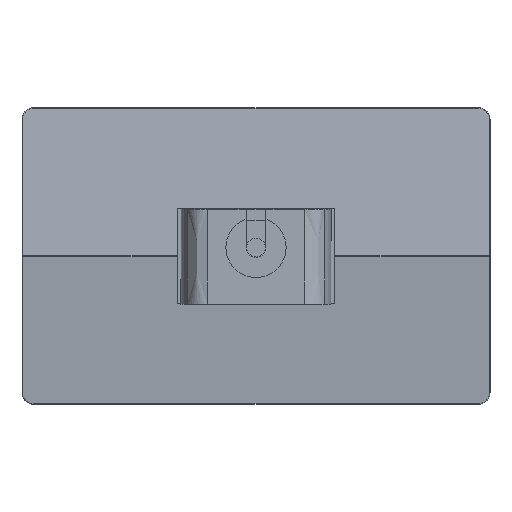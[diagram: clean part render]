
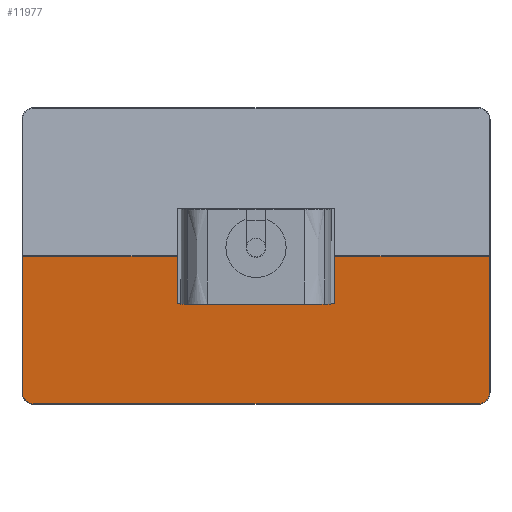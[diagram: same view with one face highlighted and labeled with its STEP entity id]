
A CAD part, top view. The second image highlights one B-rep face of the part: STEP entity #11977.
In plain terms, the highlighted face is planar.
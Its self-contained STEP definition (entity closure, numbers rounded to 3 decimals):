
#462=PLANE('',#13013);
#1234=FACE_OUTER_BOUND('',#1950,.T.);
#1950=EDGE_LOOP('',(#9995,#9996,#9997,#9998,#9999,#10000,#10001,#10002,
#10003,#10004,#10005,#10006));
#2944=B_SPLINE_CURVE_WITH_KNOTS('',3,(#27517,#27518,#27519,#27520,#27521,
#27522),.UNSPECIFIED.,.F.,.F.,(4,1,1,4),(-1.567,-0.895,
-0.448,0.),.UNSPECIFIED.);
#2947=B_SPLINE_CURVE_WITH_KNOTS('',3,(#27674,#27675,#27676,#27677,#27678,
#27679),.UNSPECIFIED.,.F.,.F.,(4,1,1,4),(0.,0.448,
0.895,1.567),.UNSPECIFIED.);
#2948=B_SPLINE_CURVE_WITH_KNOTS('',3,(#27718,#27719,#27720,#27721,#27722,
#27723),.UNSPECIFIED.,.F.,.F.,(4,2,4),(-0.002,-0.001,
0.),.UNSPECIFIED.);
#2955=B_SPLINE_CURVE_WITH_KNOTS('',3,(#27999,#28000,#28001,#28002,#28003,
#28004),.UNSPECIFIED.,.F.,.F.,(4,2,4),(-0.002,-0.001,
0.),.UNSPECIFIED.);
#3468=LINE('',#27588,#4336);
#3473=LINE('',#27688,#4341);
#3493=LINE('',#27958,#4361);
#3496=LINE('',#28007,#4364);
#3497=LINE('',#28009,#4365);
#3498=LINE('',#28011,#4366);
#3499=LINE('',#28013,#4367);
#3500=LINE('',#28014,#4368);
#4336=VECTOR('',#15219,10.);
#4341=VECTOR('',#15226,10.);
#4361=VECTOR('',#15266,10.);
#4364=VECTOR('',#15271,10.);
#4365=VECTOR('',#15272,10.);
#4366=VECTOR('',#15273,10.);
#4367=VECTOR('',#15274,10.);
#4368=VECTOR('',#15275,10.);
#5482=VERTEX_POINT('',#27514);
#5483=VERTEX_POINT('',#27516);
#5485=VERTEX_POINT('',#27584);
#5487=VERTEX_POINT('',#27613);
#5489=VERTEX_POINT('',#27681);
#5492=VERTEX_POINT('',#27686);
#5509=VERTEX_POINT('',#27948);
#5511=VERTEX_POINT('',#27954);
#5513=VERTEX_POINT('',#28006);
#5514=VERTEX_POINT('',#28008);
#5515=VERTEX_POINT('',#28010);
#5516=VERTEX_POINT('',#28012);
#7036=EDGE_CURVE('',#5482,#5483,#2944,.T.);
#7041=EDGE_CURVE('',#5483,#5485,#3468,.T.);
#7044=EDGE_CURVE('',#5485,#5487,#2947,.T.);
#7048=EDGE_CURVE('',#5492,#5489,#3473,.T.);
#7056=EDGE_CURVE('',#5487,#5492,#2948,.T.);
#7078=EDGE_CURVE('',#5509,#5511,#3493,.T.);
#7082=EDGE_CURVE('',#5511,#5482,#2955,.T.);
#7083=EDGE_CURVE('',#5513,#5509,#3496,.T.);
#7084=EDGE_CURVE('',#5513,#5514,#3497,.T.);
#7085=EDGE_CURVE('',#5514,#5515,#3498,.T.);
#7086=EDGE_CURVE('',#5515,#5516,#3499,.T.);
#7087=EDGE_CURVE('',#5489,#5516,#3500,.T.);
#9995=ORIENTED_EDGE('',*,*,#7048,.F.);
#9996=ORIENTED_EDGE('',*,*,#7056,.F.);
#9997=ORIENTED_EDGE('',*,*,#7044,.F.);
#9998=ORIENTED_EDGE('',*,*,#7041,.F.);
#9999=ORIENTED_EDGE('',*,*,#7036,.F.);
#10000=ORIENTED_EDGE('',*,*,#7082,.F.);
#10001=ORIENTED_EDGE('',*,*,#7078,.F.);
#10002=ORIENTED_EDGE('',*,*,#7083,.F.);
#10003=ORIENTED_EDGE('',*,*,#7084,.T.);
#10004=ORIENTED_EDGE('',*,*,#7085,.T.);
#10005=ORIENTED_EDGE('',*,*,#7086,.T.);
#10006=ORIENTED_EDGE('',*,*,#7087,.F.);
#11977=ADVANCED_FACE('',(#1234),#462,.F.);
#13013=AXIS2_PLACEMENT_3D('',#28005,#15269,#15270);
#15219=DIRECTION('',(-1.,0.,0.));
#15226=DIRECTION('',(0.,0.096,-0.995));
#15266=DIRECTION('',(0.,-0.096,0.995));
#15269=DIRECTION('center_axis',(0.,-0.995,-0.096));
#15270=DIRECTION('ref_axis',(0.,0.096,-0.995));
#15271=DIRECTION('',(1.,0.,0.));
#15272=DIRECTION('',(0.,-0.096,0.995));
#15273=DIRECTION('',(-1.,0.,0.));
#15274=DIRECTION('',(0.,0.096,-0.995));
#15275=DIRECTION('',(1.,0.,0.));
#27514=CARTESIAN_POINT('',(100.8,164.283,59.019));
#27516=CARTESIAN_POINT('',(96.,163.819,63.801));
#27517=CARTESIAN_POINT('Ctrl Pts',(100.8,164.283,59.019));
#27518=CARTESIAN_POINT('Ctrl Pts',(100.796,164.178,60.093));
#27519=CARTESIAN_POINT('Ctrl Pts',(100.162,164.006,61.876));
#27520=CARTESIAN_POINT('Ctrl Pts',(98.146,163.851,63.474));
#27521=CARTESIAN_POINT('Ctrl Pts',(96.716,163.819,63.801));
#27522=CARTESIAN_POINT('Ctrl Pts',(96.,163.819,63.801));
#27584=CARTESIAN_POINT('',(-96.,163.819,63.801));
#27588=CARTESIAN_POINT('',(-101.,163.819,63.801));
#27613=CARTESIAN_POINT('',(-100.8,164.283,59.019));
#27674=CARTESIAN_POINT('Ctrl Pts',(-96.,163.819,63.801));
#27675=CARTESIAN_POINT('Ctrl Pts',(-96.716,163.819,63.801));
#27676=CARTESIAN_POINT('Ctrl Pts',(-98.146,163.851,63.474));
#27677=CARTESIAN_POINT('Ctrl Pts',(-100.162,164.006,61.876));
#27678=CARTESIAN_POINT('Ctrl Pts',(-100.796,164.178,60.093));
#27679=CARTESIAN_POINT('Ctrl Pts',(-100.8,164.283,59.019));
#27681=CARTESIAN_POINT('',(-100.8,169.995,0.048));
#27686=CARTESIAN_POINT('',(-100.8,164.284,59.));
#27688=CARTESIAN_POINT('',(-100.8,169.925,0.777));
#27718=CARTESIAN_POINT('Ctrl Pts',(-100.8,164.283,59.019));
#27719=CARTESIAN_POINT('Ctrl Pts',(-100.8,164.283,59.015));
#27720=CARTESIAN_POINT('Ctrl Pts',(-100.8,164.283,59.012));
#27721=CARTESIAN_POINT('Ctrl Pts',(-100.8,164.284,59.006));
#27722=CARTESIAN_POINT('Ctrl Pts',(-100.8,164.284,59.003));
#27723=CARTESIAN_POINT('Ctrl Pts',(-100.8,164.284,59.));
#27948=CARTESIAN_POINT('',(100.8,169.995,0.048));
#27954=CARTESIAN_POINT('',(100.8,164.284,59.));
#27958=CARTESIAN_POINT('',(100.8,163.782,64.182));
#27999=CARTESIAN_POINT('Ctrl Pts',(100.8,164.284,59.));
#28000=CARTESIAN_POINT('Ctrl Pts',(100.8,164.284,59.003));
#28001=CARTESIAN_POINT('Ctrl Pts',(100.8,164.284,59.006));
#28002=CARTESIAN_POINT('Ctrl Pts',(100.8,164.283,59.012));
#28003=CARTESIAN_POINT('Ctrl Pts',(100.8,164.283,59.015));
#28004=CARTESIAN_POINT('Ctrl Pts',(100.8,164.283,59.019));
#28005=CARTESIAN_POINT('Origin',(-101.,163.8,64.));
#28006=CARTESIAN_POINT('',(34.,169.995,0.048));
#28007=CARTESIAN_POINT('',(-101.,169.995,0.048));
#28008=CARTESIAN_POINT('',(34.,168.,20.645));
#28009=CARTESIAN_POINT('',(34.,165.739,43.984));
#28010=CARTESIAN_POINT('',(-34.,168.,20.645));
#28011=CARTESIAN_POINT('',(-50.5,168.,20.645));
#28012=CARTESIAN_POINT('',(-34.,169.995,0.048));
#28013=CARTESIAN_POINT('',(-34.,168.042,20.208));
#28014=CARTESIAN_POINT('',(-101.,169.995,0.048));
